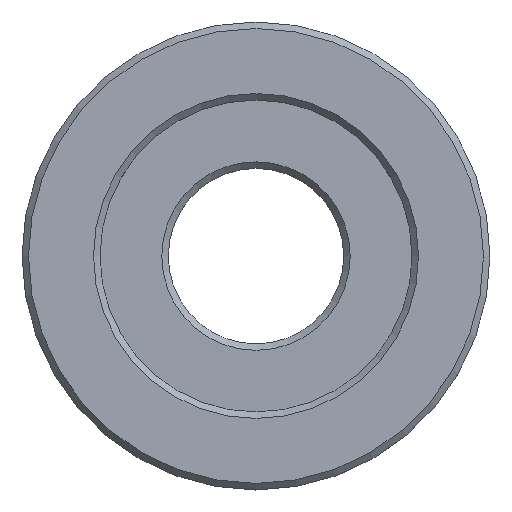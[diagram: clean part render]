
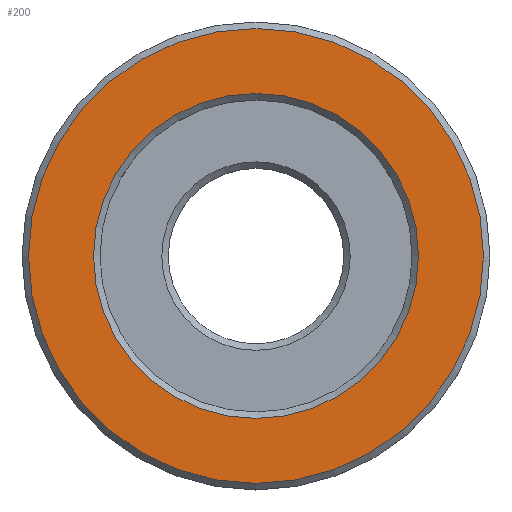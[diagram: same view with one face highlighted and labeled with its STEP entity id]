
A CAD part, top view. The second image highlights one B-rep face of the part: STEP entity #200.
In plain terms, the highlighted planar face has unit normal (0, 0, 1).
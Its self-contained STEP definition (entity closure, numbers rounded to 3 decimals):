
#16=FACE_BOUND('',#50,.T.);
#20=PLANE('',#235);
#34=FACE_OUTER_BOUND('',#49,.T.);
#49=EDGE_LOOP('',(#158));
#50=EDGE_LOOP('',(#159));
#87=CIRCLE('',#234,2.5);
#88=CIRCLE('',#236,3.5);
#103=VERTEX_POINT('',#346);
#104=VERTEX_POINT('',#350);
#123=EDGE_CURVE('',#103,#103,#87,.T.);
#124=EDGE_CURVE('',#104,#104,#88,.T.);
#158=ORIENTED_EDGE('',*,*,#124,.F.);
#159=ORIENTED_EDGE('',*,*,#123,.F.);
#200=ADVANCED_FACE('',(#34,#16),#20,.T.);
#234=AXIS2_PLACEMENT_3D('',#348,#281,#282);
#235=AXIS2_PLACEMENT_3D('',#349,#283,#284);
#236=AXIS2_PLACEMENT_3D('',#351,#285,#286);
#281=DIRECTION('center_axis',(0.,0.,1.));
#282=DIRECTION('ref_axis',(0.,-1.,0.));
#283=DIRECTION('center_axis',(0.,0.,1.));
#284=DIRECTION('ref_axis',(0.,-1.,0.));
#285=DIRECTION('center_axis',(0.,0.,-1.));
#286=DIRECTION('ref_axis',(0.,-1.,0.));
#346=CARTESIAN_POINT('',(0.,2.5,0.8));
#348=CARTESIAN_POINT('Origin',(0.,0.,0.8));
#349=CARTESIAN_POINT('Origin',(0.,0.,0.8));
#350=CARTESIAN_POINT('',(0.,-3.5,0.8));
#351=CARTESIAN_POINT('Origin',(0.,0.,0.8));
